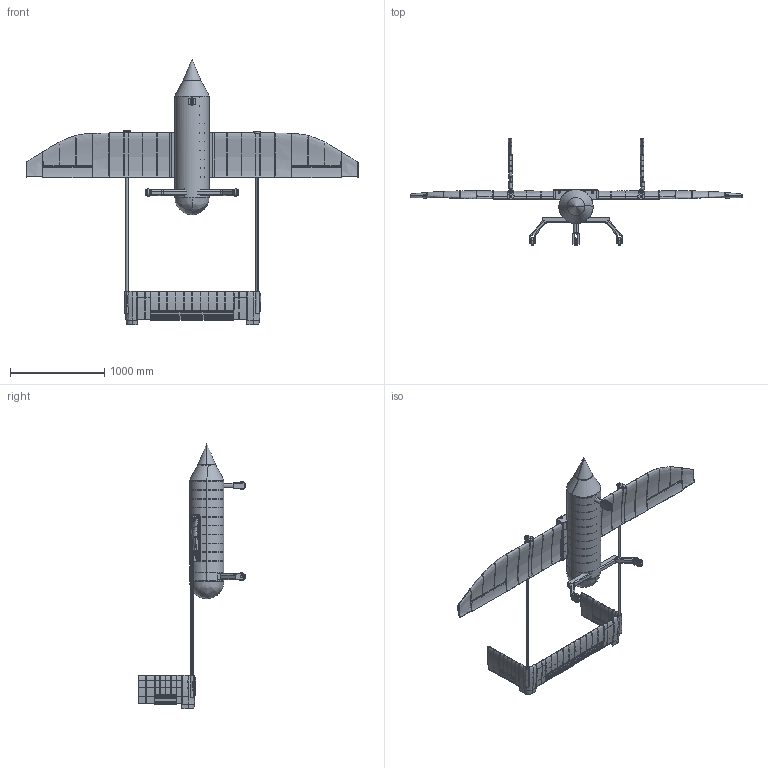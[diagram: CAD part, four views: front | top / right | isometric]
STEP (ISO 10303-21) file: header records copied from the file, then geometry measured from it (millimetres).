
FILE_DESCRIPTION(('FreeCAD Model'),'2;1');
FILE_NAME('Open CASCADE Shape Model','2025-04-27T16:29:53',('FreeCAD'),( 'FreeCAD'),'Open CASCADE STEP processor 7.6','FreeCAD','Unknown');
FILE_SCHEMA(('AUTOMOTIVE_DESIGN { 1 0 10303 214 1 1 1 1 }'));
Products named in the file (1): Open CASCADE STEP translator 7.6 1
Bounding box: 3520.09 x 1144.89 x 2814.03 mm (x, y, z)
Volume: 46589631.2 mm3; surface area: 19411011.5 mm2
Topology: 125 solids, 125 shells, 3544 faces, 9715 edges, 6389 vertices
Faces by surface type: bspline 3544
Entity records: 498020 total; most frequent: CARTESIAN_POINT 438292, ORIENTED_EDGE 19390, EDGE_CURVE 9695, B_SPLINE_CURVE_WITH_KNOTS 7691, VERTEX_POINT 6389, FACE_BOUND 5106, EDGE_LOOP 5106, ADVANCED_FACE 3544
